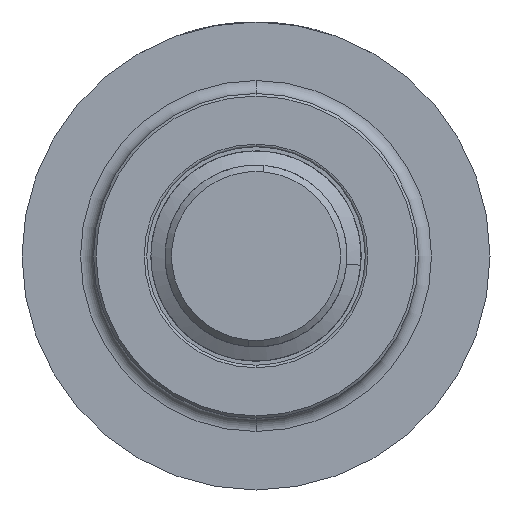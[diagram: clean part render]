
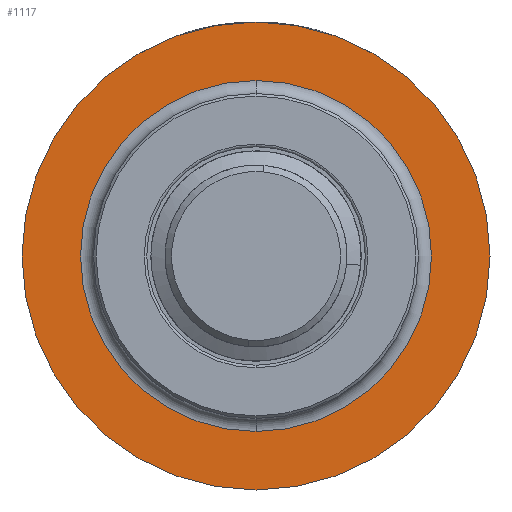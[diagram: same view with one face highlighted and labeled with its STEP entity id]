
A CAD part, front view. The second image highlights one B-rep face of the part: STEP entity #1117.
In plain terms, the highlighted planar face has unit normal (0, -1, 0).
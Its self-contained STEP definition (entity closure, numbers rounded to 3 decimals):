
#213 = FACE_BOUND ( 'NONE', #6207, .T. ) ;
#383 = VERTEX_POINT ( 'NONE', #1865 ) ;
#541 = DIRECTION ( 'NONE',  ( 0., 0., -1. ) ) ;
#688 = AXIS2_PLACEMENT_3D ( 'NONE', #4932, #1083, #4900 ) ;
#1059 = DIRECTION ( 'NONE',  ( 0., -1., 0. ) ) ;
#1083 = DIRECTION ( 'NONE',  ( 0., -1., 0. ) ) ;
#1093 = AXIS2_PLACEMENT_3D ( 'NONE', #5853, #1441, #2709 ) ;
#1117 = ADVANCED_FACE ( 'NONE', ( #2773, #213 ), #2349, .T. ) ;
#1441 = DIRECTION ( 'NONE',  ( 0., -1., 0. ) ) ;
#1835 = VERTEX_POINT ( 'NONE', #1913 ) ;
#1865 = CARTESIAN_POINT ( 'NONE',  ( 0., 4.42, 18. ) ) ;
#1913 = CARTESIAN_POINT ( 'NONE',  ( 0., 4.42, -13.5 ) ) ;
#2230 = EDGE_CURVE ( 'NONE', #2875, #383, #4836, .T. ) ;
#2314 = CARTESIAN_POINT ( 'NONE',  ( 0., 4.42, 13.5 ) ) ;
#2349 = PLANE ( 'NONE',  #4220 ) ;
#2709 = DIRECTION ( 'NONE',  ( 0., 0., -1. ) ) ;
#2773 = FACE_OUTER_BOUND ( 'NONE', #6985, .T. ) ;
#2875 = VERTEX_POINT ( 'NONE', #5166 ) ;
#2967 = ORIENTED_EDGE ( 'NONE', *, *, #2230, .T. ) ;
#3183 = CARTESIAN_POINT ( 'NONE',  ( 0., 4.42, 0. ) ) ;
#3209 = EDGE_CURVE ( 'NONE', #1835, #7469, #5702, .T. ) ;
#3444 = EDGE_CURVE ( 'NONE', #7469, #1835, #7164, .T. ) ;
#3460 = ORIENTED_EDGE ( 'NONE', *, *, #3444, .F. ) ;
#3568 = DIRECTION ( 'NONE',  ( 0., 0., -1. ) ) ;
#4220 = AXIS2_PLACEMENT_3D ( 'NONE', #6707, #1059, #3568 ) ;
#4312 = DIRECTION ( 'NONE',  ( 0., -1., 0. ) ) ;
#4836 = CIRCLE ( 'NONE', #5224, 18. ) ;
#4900 = DIRECTION ( 'NONE',  ( 0., 0., -1. ) ) ;
#4932 = CARTESIAN_POINT ( 'NONE',  ( 0., 4.42, 0. ) ) ;
#5166 = CARTESIAN_POINT ( 'NONE',  ( 0., 4.42, -18. ) ) ;
#5224 = AXIS2_PLACEMENT_3D ( 'NONE', #3183, #6857, #5520 ) ;
#5334 = AXIS2_PLACEMENT_3D ( 'NONE', #7428, #4312, #541 ) ;
#5520 = DIRECTION ( 'NONE',  ( 0., 0., -1. ) ) ;
#5702 = CIRCLE ( 'NONE', #5334, 13.5 ) ;
#5853 = CARTESIAN_POINT ( 'NONE',  ( 0., 4.42, 0. ) ) ;
#6207 = EDGE_LOOP ( 'NONE', ( #7652, #3460 ) ) ;
#6707 = CARTESIAN_POINT ( 'NONE',  ( 13.5, 4.42, 0. ) ) ;
#6857 = DIRECTION ( 'NONE',  ( 0., -1., 0. ) ) ;
#6985 = EDGE_LOOP ( 'NONE', ( #2967, #7880 ) ) ;
#7013 = EDGE_CURVE ( 'NONE', #383, #2875, #7265, .T. ) ;
#7164 = CIRCLE ( 'NONE', #1093, 13.5 ) ;
#7265 = CIRCLE ( 'NONE', #688, 18. ) ;
#7428 = CARTESIAN_POINT ( 'NONE',  ( 0., 4.42, 0. ) ) ;
#7469 = VERTEX_POINT ( 'NONE', #2314 ) ;
#7652 = ORIENTED_EDGE ( 'NONE', *, *, #3209, .F. ) ;
#7880 = ORIENTED_EDGE ( 'NONE', *, *, #7013, .T. ) ;
